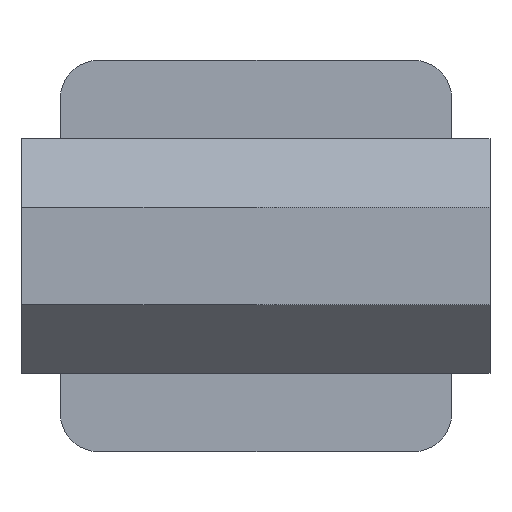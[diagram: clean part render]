
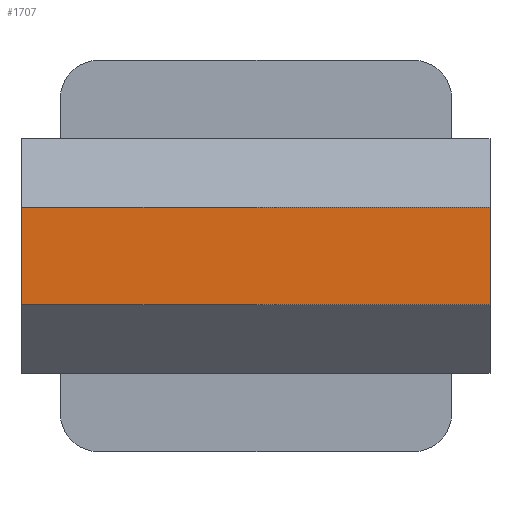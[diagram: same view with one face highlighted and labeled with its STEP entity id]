
A CAD part, front view. The second image highlights one B-rep face of the part: STEP entity #1707.
In plain terms, the highlighted planar face has unit normal (0, -1, 0).
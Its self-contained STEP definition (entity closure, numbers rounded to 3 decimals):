
#95 = EDGE_CURVE ( 'NONE', #904, #1333, #674, .T. ) ;
#150 = DIRECTION ( 'NONE',  ( 0., 0., -1. ) ) ;
#262 = ORIENTED_EDGE ( 'NONE', *, *, #1964, .F. ) ;
#304 = DIRECTION ( 'NONE',  ( 0., 0., -1. ) ) ;
#306 = ORIENTED_EDGE ( 'NONE', *, *, #2120, .T. ) ;
#358 = VERTEX_POINT ( 'NONE', #2218 ) ;
#399 = ORIENTED_EDGE ( 'NONE', *, *, #95, .T. ) ;
#510 = CARTESIAN_POINT ( 'NONE',  ( 55., -90.3, -11.5 ) ) ;
#605 = FACE_OUTER_BOUND ( 'NONE', #2032, .T. ) ;
#674 = LINE ( 'NONE', #854, #757 ) ;
#757 = VECTOR ( 'NONE', #304, 1000. ) ;
#772 = DIRECTION ( 'NONE',  ( 0., 1., 0. ) ) ;
#808 = LINE ( 'NONE', #1126, #1209 ) ;
#854 = CARTESIAN_POINT ( 'NONE',  ( -55., -90.3, -11.5 ) ) ;
#904 = VERTEX_POINT ( 'NONE', #1508 ) ;
#969 = VERTEX_POINT ( 'NONE', #1395 ) ;
#1001 = CARTESIAN_POINT ( 'NONE',  ( 55., -90.3, -11.5 ) ) ;
#1126 = CARTESIAN_POINT ( 'NONE',  ( 55., -90.3, 11.5 ) ) ;
#1143 = CARTESIAN_POINT ( 'NONE',  ( 55., -90.3, -11.5 ) ) ;
#1165 = VECTOR ( 'NONE', #150, 1000. ) ;
#1209 = VECTOR ( 'NONE', #1520, 1000. ) ;
#1224 = DIRECTION ( 'NONE',  ( -1., 0., 0. ) ) ;
#1333 = VERTEX_POINT ( 'NONE', #1695 ) ;
#1386 = AXIS2_PLACEMENT_3D ( 'NONE', #1001, #772, #1665 ) ;
#1395 = CARTESIAN_POINT ( 'NONE',  ( 55., -90.3, 11.5 ) ) ;
#1508 = CARTESIAN_POINT ( 'NONE',  ( -55., -90.3, 11.5 ) ) ;
#1520 = DIRECTION ( 'NONE',  ( -1., 0., 0. ) ) ;
#1659 = ORIENTED_EDGE ( 'NONE', *, *, #1670, .F. ) ;
#1665 = DIRECTION ( 'NONE',  ( 0., 0., 1. ) ) ;
#1670 = EDGE_CURVE ( 'NONE', #969, #358, #2190, .T. ) ;
#1695 = CARTESIAN_POINT ( 'NONE',  ( -55., -90.3, -11.5 ) ) ;
#1707 = ADVANCED_FACE ( 'NONE', ( #605 ), #2063, .F. ) ;
#1750 = LINE ( 'NONE', #510, #1861 ) ;
#1861 = VECTOR ( 'NONE', #1224, 1000. ) ;
#1964 = EDGE_CURVE ( 'NONE', #358, #1333, #1750, .T. ) ;
#2032 = EDGE_LOOP ( 'NONE', ( #306, #399, #262, #1659 ) ) ;
#2063 = PLANE ( 'NONE',  #1386 ) ;
#2120 = EDGE_CURVE ( 'NONE', #969, #904, #808, .T. ) ;
#2190 = LINE ( 'NONE', #1143, #1165 ) ;
#2218 = CARTESIAN_POINT ( 'NONE',  ( 55., -90.3, -11.5 ) ) ;
